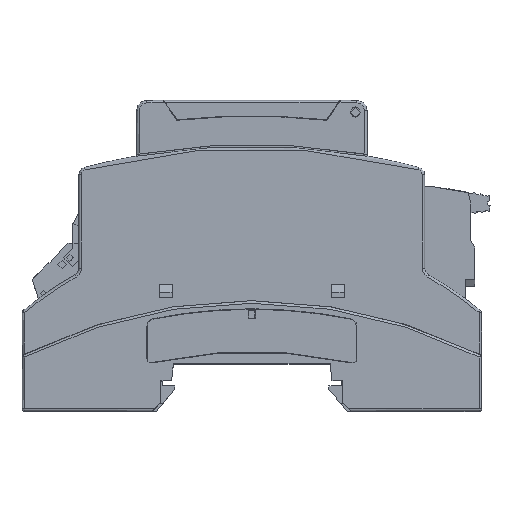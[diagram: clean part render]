
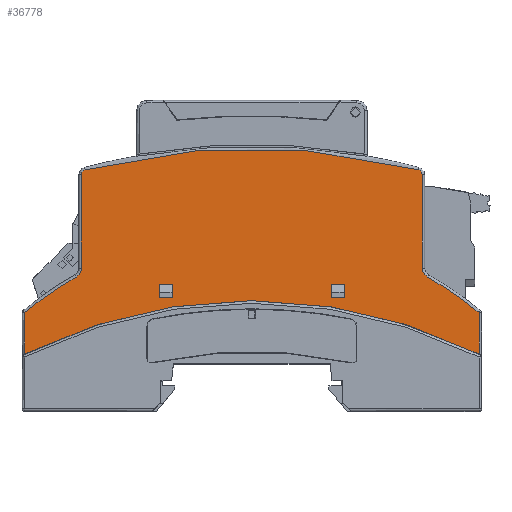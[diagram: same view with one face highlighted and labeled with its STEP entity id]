
A CAD part, top view. The second image highlights one B-rep face of the part: STEP entity #36778.
In plain terms, the highlighted planar face has unit normal (0, 0, 1).
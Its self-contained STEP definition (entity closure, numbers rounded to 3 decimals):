
#930=FACE_BOUND('',#4815,.T.);
#931=FACE_BOUND('',#4816,.T.);
#1581=CIRCLE('',#39171,129.2);
#1582=CIRCLE('',#39172,1.);
#1583=CIRCLE('',#39173,2.);
#1584=CIRCLE('',#39174,69.5);
#1585=CIRCLE('',#39175,99.5);
#1586=CIRCLE('',#39176,69.5);
#1587=CIRCLE('',#39177,2.);
#1588=CIRCLE('',#39178,1.);
#2811=FACE_OUTER_BOUND('',#4814,.T.);
#4814=EDGE_LOOP('',(#26591,#26592,#26593,#26594,#26595,#26596,#26597,#26598,
#26599,#26600,#26601,#26602));
#4815=EDGE_LOOP('',(#26603,#26604,#26605,#26606));
#4816=EDGE_LOOP('',(#26607,#26608,#26609,#26610));
#7955=LINE('',#54183,#12097);
#8103=LINE('',#54651,#12245);
#8135=LINE('',#54731,#12277);
#8136=LINE('',#54737,#12278);
#8137=LINE('',#54741,#12279);
#8138=LINE('',#54748,#12280);
#8139=LINE('',#54750,#12281);
#8140=LINE('',#54752,#12282);
#8141=LINE('',#54753,#12283);
#8142=LINE('',#54756,#12284);
#8143=LINE('',#54757,#12285);
#8144=LINE('',#54758,#12286);
#12097=VECTOR('',#43868,1.);
#12245=VECTOR('',#44142,1.);
#12277=VECTOR('',#44206,1.);
#12278=VECTOR('',#44211,1.);
#12279=VECTOR('',#44214,1.);
#12280=VECTOR('',#44221,1.);
#12281=VECTOR('',#44222,1.);
#12282=VECTOR('',#44223,1.);
#12283=VECTOR('',#44224,1.);
#12284=VECTOR('',#44225,1.);
#12285=VECTOR('',#44226,1.);
#12286=VECTOR('',#44227,1.);
#15899=VERTEX_POINT('',#54180);
#15900=VERTEX_POINT('',#54182);
#16067=VERTEX_POINT('',#54649);
#16068=VERTEX_POINT('',#54650);
#16097=VERTEX_POINT('',#54725);
#16098=VERTEX_POINT('',#54726);
#16099=VERTEX_POINT('',#54728);
#16100=VERTEX_POINT('',#54730);
#16101=VERTEX_POINT('',#54732);
#16102=VERTEX_POINT('',#54734);
#16103=VERTEX_POINT('',#54736);
#16104=VERTEX_POINT('',#54738);
#16105=VERTEX_POINT('',#54740);
#16106=VERTEX_POINT('',#54742);
#16107=VERTEX_POINT('',#54746);
#16108=VERTEX_POINT('',#54747);
#16109=VERTEX_POINT('',#54749);
#16110=VERTEX_POINT('',#54751);
#16111=VERTEX_POINT('',#54754);
#16112=VERTEX_POINT('',#54755);
#19821=EDGE_CURVE('',#15899,#15900,#7955,.T.);
#20004=EDGE_CURVE('',#16067,#16068,#8103,.T.);
#20040=EDGE_CURVE('',#16097,#16098,#1581,.T.);
#20041=EDGE_CURVE('',#16097,#16099,#1582,.T.);
#20042=EDGE_CURVE('',#16099,#16100,#8135,.T.);
#20043=EDGE_CURVE('',#16101,#16100,#1583,.T.);
#20044=EDGE_CURVE('',#16101,#16102,#1584,.T.);
#20045=EDGE_CURVE('',#16102,#16103,#8136,.T.);
#20046=EDGE_CURVE('',#16104,#16103,#1585,.T.);
#20047=EDGE_CURVE('',#16105,#16104,#8137,.T.);
#20048=EDGE_CURVE('',#16106,#16105,#1586,.T.);
#20049=EDGE_CURVE('',#16106,#16068,#1587,.T.);
#20050=EDGE_CURVE('',#16067,#16098,#1588,.T.);
#20051=EDGE_CURVE('',#16107,#16108,#8138,.T.);
#20052=EDGE_CURVE('',#16109,#16107,#8139,.T.);
#20053=EDGE_CURVE('',#16110,#16109,#8140,.T.);
#20054=EDGE_CURVE('',#16108,#16110,#8141,.T.);
#20055=EDGE_CURVE('',#16111,#16112,#8142,.T.);
#20056=EDGE_CURVE('',#15900,#16111,#8143,.T.);
#20057=EDGE_CURVE('',#16112,#15899,#8144,.T.);
#26591=ORIENTED_EDGE('',*,*,#20040,.F.);
#26592=ORIENTED_EDGE('',*,*,#20041,.T.);
#26593=ORIENTED_EDGE('',*,*,#20042,.T.);
#26594=ORIENTED_EDGE('',*,*,#20043,.F.);
#26595=ORIENTED_EDGE('',*,*,#20044,.T.);
#26596=ORIENTED_EDGE('',*,*,#20045,.T.);
#26597=ORIENTED_EDGE('',*,*,#20046,.F.);
#26598=ORIENTED_EDGE('',*,*,#20047,.F.);
#26599=ORIENTED_EDGE('',*,*,#20048,.F.);
#26600=ORIENTED_EDGE('',*,*,#20049,.T.);
#26601=ORIENTED_EDGE('',*,*,#20004,.F.);
#26602=ORIENTED_EDGE('',*,*,#20050,.T.);
#26603=ORIENTED_EDGE('',*,*,#20051,.F.);
#26604=ORIENTED_EDGE('',*,*,#20052,.F.);
#26605=ORIENTED_EDGE('',*,*,#20053,.F.);
#26606=ORIENTED_EDGE('',*,*,#20054,.F.);
#26607=ORIENTED_EDGE('',*,*,#20055,.F.);
#26608=ORIENTED_EDGE('',*,*,#20056,.F.);
#26609=ORIENTED_EDGE('',*,*,#19821,.F.);
#26610=ORIENTED_EDGE('',*,*,#20057,.F.);
#34021=PLANE('',#39170);
#36778=ADVANCED_FACE('',(#2811,#930,#931),#34021,.F.);
#39170=AXIS2_PLACEMENT_3D('',#54724,#44200,#44201);
#39171=AXIS2_PLACEMENT_3D('',#54727,#44202,#44203);
#39172=AXIS2_PLACEMENT_3D('',#54729,#44204,#44205);
#39173=AXIS2_PLACEMENT_3D('',#54733,#44207,#44208);
#39174=AXIS2_PLACEMENT_3D('',#54735,#44209,#44210);
#39175=AXIS2_PLACEMENT_3D('',#54739,#44212,#44213);
#39176=AXIS2_PLACEMENT_3D('',#54743,#44215,#44216);
#39177=AXIS2_PLACEMENT_3D('',#54744,#44217,#44218);
#39178=AXIS2_PLACEMENT_3D('',#54745,#44219,#44220);
#43868=DIRECTION('',(1.,0.,0.));
#44142=DIRECTION('',(0.,1.,0.));
#44200=DIRECTION('center_axis',(0.,0.,-1.));
#44201=DIRECTION('ref_axis',(1.,0.,0.));
#44202=DIRECTION('center_axis',(0.,0.,
-1.));
#44203=DIRECTION('ref_axis',(-1.,0.,0.));
#44204=DIRECTION('center_axis',(0.,0.,
1.));
#44205=DIRECTION('ref_axis',(1.,0.,0.));
#44206=DIRECTION('',(0.,1.,0.));
#44207=DIRECTION('center_axis',(0.,0.,1.));
#44208=DIRECTION('ref_axis',(0.,-1.,0.));
#44209=DIRECTION('center_axis',(0.,0.,1.));
#44210=DIRECTION('ref_axis',(0.,-1.,0.));
#44211=DIRECTION('',(0.,1.,0.));
#44212=DIRECTION('center_axis',(0.,0.,
1.));
#44213=DIRECTION('ref_axis',(-1.,0.,0.));
#44214=DIRECTION('',(0.,1.,0.));
#44215=DIRECTION('center_axis',(0.,0.,-1.));
#44216=DIRECTION('ref_axis',(0.,1.,0.));
#44217=DIRECTION('center_axis',(0.,0.,-1.));
#44218=DIRECTION('ref_axis',(0.,1.,0.));
#44219=DIRECTION('center_axis',(0.,0.,
1.));
#44220=DIRECTION('ref_axis',(1.,0.,0.));
#44221=DIRECTION('',(0.,1.,0.));
#44222=DIRECTION('',(1.,0.,0.));
#44223=DIRECTION('',(0.,-1.,0.));
#44224=DIRECTION('',(-1.,0.,0.));
#44225=DIRECTION('',(-1.,0.,0.));
#44226=DIRECTION('',(0.,1.,0.));
#44227=DIRECTION('',(0.,-1.,0.));
#54180=CARTESIAN_POINT('',(9.85,-21.1,-0.3));
#54182=CARTESIAN_POINT('',(12.45,-21.1,-0.3));
#54183=CARTESIAN_POINT('',(0.,-21.1,-0.3));
#54649=CARTESIAN_POINT('',(-38.9,-42.477,-0.3));
#54650=CARTESIAN_POINT('',(-38.9,-24.257,-0.3));
#54651=CARTESIAN_POINT('',(-38.9,0.,-0.3));
#54724=CARTESIAN_POINT('Origin',(-23.996,-40.289,-0.3));
#54725=CARTESIAN_POINT('',(26.852,-43.445,-0.3));
#54726=CARTESIAN_POINT('',(-38.152,-43.445,-0.3));
#54727=CARTESIAN_POINT('Origin',(-5.65,81.6,-0.3));
#54728=CARTESIAN_POINT('',(27.6,-42.477,-0.3));
#54729=CARTESIAN_POINT('Origin',(26.6,-42.477,-0.3));
#54730=CARTESIAN_POINT('',(27.6,-24.257,-0.3));
#54731=CARTESIAN_POINT('',(27.6,0.,-0.3));
#54732=CARTESIAN_POINT('',(28.614,-22.517,-0.3));
#54733=CARTESIAN_POINT('Origin',(29.6,-24.257,-0.3));
#54734=CARTESIAN_POINT('',(38.7,-15.56,-0.3));
#54735=CARTESIAN_POINT('Origin',(-5.65,37.95,-0.3));
#54736=CARTESIAN_POINT('',(38.7,-7.469,-0.3));
#54737=CARTESIAN_POINT('',(38.7,0.,-0.3));
#54738=CARTESIAN_POINT('',(-50.,-7.469,-0.3));
#54739=CARTESIAN_POINT('Origin',(-5.65,81.6,-0.3));
#54740=CARTESIAN_POINT('',(-50.,-15.56,-0.3));
#54741=CARTESIAN_POINT('',(-50.,0.,-0.3));
#54742=CARTESIAN_POINT('',(-39.914,-22.517,-0.3));
#54743=CARTESIAN_POINT('Origin',(-5.65,37.95,-0.3));
#54744=CARTESIAN_POINT('Origin',(-40.9,-24.257,-0.3));
#54745=CARTESIAN_POINT('Origin',(-37.9,-42.477,-0.3));
#54746=CARTESIAN_POINT('',(-21.15,-21.1,-0.3));
#54747=CARTESIAN_POINT('',(-21.15,-18.5,-0.3));
#54748=CARTESIAN_POINT('',(-21.15,0.,-0.3));
#54749=CARTESIAN_POINT('',(-23.75,-21.1,-0.3));
#54750=CARTESIAN_POINT('',(0.,-21.1,-0.3));
#54751=CARTESIAN_POINT('',(-23.75,-18.5,-0.3));
#54752=CARTESIAN_POINT('',(-23.75,0.,-0.3));
#54753=CARTESIAN_POINT('',(0.,-18.5,-0.3));
#54754=CARTESIAN_POINT('',(12.45,-18.5,-0.3));
#54755=CARTESIAN_POINT('',(9.85,-18.5,-0.3));
#54756=CARTESIAN_POINT('',(0.,-18.5,-0.3));
#54757=CARTESIAN_POINT('',(12.45,0.,-0.3));
#54758=CARTESIAN_POINT('',(9.85,0.,-0.3));
